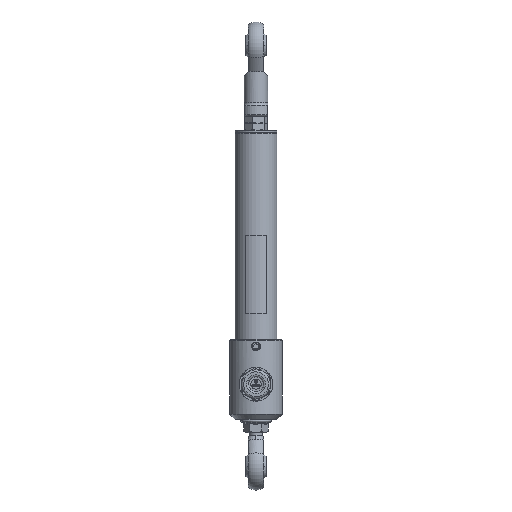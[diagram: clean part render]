
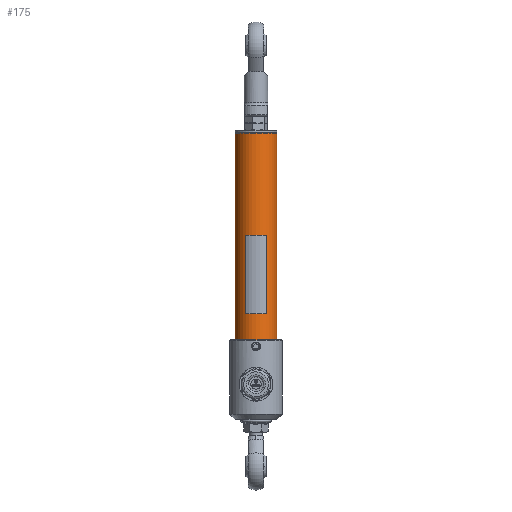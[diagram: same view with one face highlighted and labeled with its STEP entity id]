
A CAD part, front view. The second image highlights one B-rep face of the part: STEP entity #175.
In plain terms, the highlighted cylindrical face has radius 8 mm (diameter 16 mm), a partial arc.
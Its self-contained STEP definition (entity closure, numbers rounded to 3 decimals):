
#91 = VERTEX_POINT ( 'NONE', #2610 ) ;
#94 = VERTEX_POINT ( 'NONE', #2563 ) ;
#102 = VERTEX_POINT ( 'NONE', #2593 ) ;
#175 = ADVANCED_FACE ( 'NONE', ( #2741 ), #2739, .T. ) ;
#181 = VERTEX_POINT ( 'NONE', #3009 ) ;
#183 = EDGE_CURVE ( 'NONE', #181, #91, #2929, .T. ) ;
#185 = EDGE_CURVE ( 'NONE', #102, #94, #2903, .T. ) ;
#234 = EDGE_LOOP ( 'NONE', ( #294, #281, #280, #284 ) ) ;
#280 = ORIENTED_EDGE ( 'NONE', *, *, #185, .T. ) ;
#281 = ORIENTED_EDGE ( 'NONE', *, *, #283, .T. ) ;
#283 = EDGE_CURVE ( 'NONE', #181, #102, #3118, .T. ) ;
#284 = ORIENTED_EDGE ( 'NONE', *, *, #285, .T. ) ;
#285 = EDGE_CURVE ( 'NONE', #94, #91, #3291, .T. ) ;
#294 = ORIENTED_EDGE ( 'NONE', *, *, #183, .F. ) ;
#2563 = CARTESIAN_POINT ( 'NONE',  ( 8., 0., -0.15 ) ) ;
#2593 = CARTESIAN_POINT ( 'NONE',  ( 8., 0., -79.5 ) ) ;
#2610 = CARTESIAN_POINT ( 'NONE',  ( -8., 0., -0.15 ) ) ;
#2739 = CYLINDRICAL_SURFACE ( 'NONE', #2779, 8. ) ;
#2741 = FACE_OUTER_BOUND ( 'NONE', #234, .T. ) ;
#2779 = AXIS2_PLACEMENT_3D ( 'NONE', #2873, #2850, #2852 ) ;
#2850 = DIRECTION ( 'NONE',  ( 0., 0., 1. ) ) ;
#2852 = DIRECTION ( 'NONE',  ( 1., 0., 0. ) ) ;
#2873 = CARTESIAN_POINT ( 'NONE',  ( 0., 0., -88.7 ) ) ;
#2895 = DIRECTION ( 'NONE',  ( 0., 0., 1. ) ) ;
#2896 = VECTOR ( 'NONE', #2895, 1000. ) ;
#2898 = DIRECTION ( 'NONE',  ( 0., 0., 1. ) ) ;
#2899 = VECTOR ( 'NONE', #2898, 1000. ) ;
#2902 = CARTESIAN_POINT ( 'NONE',  ( 8., 0., -88.7 ) ) ;
#2903 = LINE ( 'NONE', #2902, #2899 ) ;
#2928 = CARTESIAN_POINT ( 'NONE',  ( -8., 0., -88.7 ) ) ;
#2929 = LINE ( 'NONE', #2928, #2896 ) ;
#3009 = CARTESIAN_POINT ( 'NONE',  ( -8., 0., -79.5 ) ) ;
#3117 = DIRECTION ( 'NONE',  ( 0., 0., 1. ) ) ;
#3118 = CIRCLE ( 'NONE', #3129, 8. ) ;
#3122 = DIRECTION ( 'NONE',  ( 1., 0., 0. ) ) ;
#3123 = DIRECTION ( 'NONE',  ( 0., 0., -1. ) ) ;
#3124 = CARTESIAN_POINT ( 'NONE',  ( 0., 0., -0.15 ) ) ;
#3125 = AXIS2_PLACEMENT_3D ( 'NONE', #3124, #3123, #3122 ) ;
#3128 = DIRECTION ( 'NONE',  ( -1., 0., 0. ) ) ;
#3129 = AXIS2_PLACEMENT_3D ( 'NONE', #3131, #3117, #3128 ) ;
#3131 = CARTESIAN_POINT ( 'NONE',  ( 0., 0., -79.5 ) ) ;
#3291 = CIRCLE ( 'NONE', #3125, 8. ) ;
